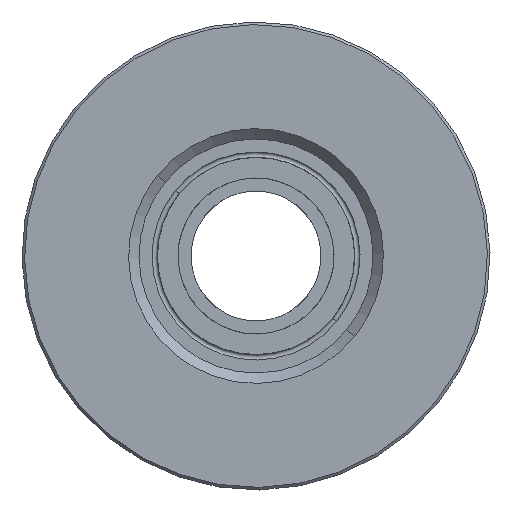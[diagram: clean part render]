
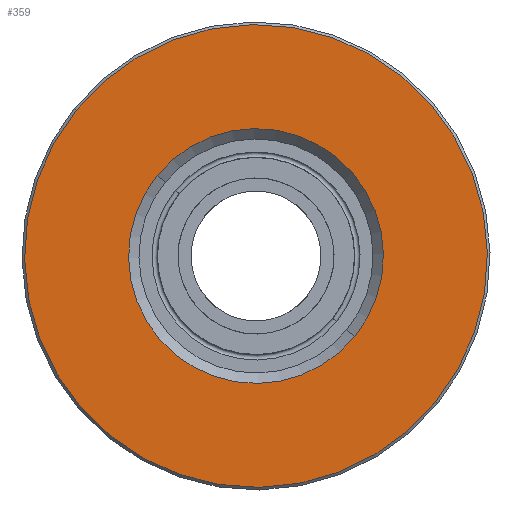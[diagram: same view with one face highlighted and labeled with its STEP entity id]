
A CAD part, front view. The second image highlights one B-rep face of the part: STEP entity #359.
In plain terms, the highlighted planar face has unit normal (0, -1, 0).
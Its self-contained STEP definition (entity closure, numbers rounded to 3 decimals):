
#6 = VERTEX_POINT ( 'NONE', #678 ) ;
#10 = DIRECTION ( 'NONE',  ( 0., 0., 1. ) ) ;
#42 = EDGE_CURVE ( 'NONE', #1925, #6, #882, .T. ) ;
#135 = AXIS2_PLACEMENT_3D ( 'NONE', #1902, #939, #2063 ) ;
#176 = ORIENTED_EDGE ( 'NONE', *, *, #1903, .T. ) ;
#330 = FACE_OUTER_BOUND ( 'NONE', #1532, .T. ) ;
#359 = ADVANCED_FACE ( 'NONE', ( #330, #2034 ), #1375, .F. ) ;
#478 = VERTEX_POINT ( 'NONE', #931 ) ;
#527 = EDGE_LOOP ( 'NONE', ( #1102, #1522 ) ) ;
#646 = DIRECTION ( 'NONE',  ( 0., 1., 0. ) ) ;
#678 = CARTESIAN_POINT ( 'NONE',  ( 0., -6.5, -8.9 ) ) ;
#727 = DIRECTION ( 'NONE',  ( 0., -1., 0. ) ) ;
#845 = EDGE_CURVE ( 'NONE', #1840, #478, #1695, .T. ) ;
#882 = CIRCLE ( 'NONE', #1081, 8.9 ) ;
#896 = AXIS2_PLACEMENT_3D ( 'NONE', #1215, #1138, #1114 ) ;
#931 = CARTESIAN_POINT ( 'NONE',  ( 0., -6.5, -4.9 ) ) ;
#939 = DIRECTION ( 'NONE',  ( 0., 1., 0. ) ) ;
#1043 = DIRECTION ( 'NONE',  ( 0., -1., 0. ) ) ;
#1081 = AXIS2_PLACEMENT_3D ( 'NONE', #1512, #727, #1404 ) ;
#1102 = ORIENTED_EDGE ( 'NONE', *, *, #1376, .T. ) ;
#1114 = DIRECTION ( 'NONE',  ( 0., 0., 1. ) ) ;
#1138 = DIRECTION ( 'NONE',  ( 0., 1., 0. ) ) ;
#1193 = ORIENTED_EDGE ( 'NONE', *, *, #42, .T. ) ;
#1215 = CARTESIAN_POINT ( 'NONE',  ( 4.5, -6.5, 0. ) ) ;
#1262 = CARTESIAN_POINT ( 'NONE',  ( 0., -6.5, 4.9 ) ) ;
#1338 = AXIS2_PLACEMENT_3D ( 'NONE', #1990, #1043, #10 ) ;
#1357 = CIRCLE ( 'NONE', #1338, 8.9 ) ;
#1358 = CARTESIAN_POINT ( 'NONE',  ( 0., -6.5, 8.9 ) ) ;
#1375 = PLANE ( 'NONE',  #896 ) ;
#1376 = EDGE_CURVE ( 'NONE', #478, #1840, #1538, .T. ) ;
#1404 = DIRECTION ( 'NONE',  ( 0., 0., 1. ) ) ;
#1512 = CARTESIAN_POINT ( 'NONE',  ( 0., -6.5, 0. ) ) ;
#1522 = ORIENTED_EDGE ( 'NONE', *, *, #845, .T. ) ;
#1532 = EDGE_LOOP ( 'NONE', ( #1193, #176 ) ) ;
#1538 = CIRCLE ( 'NONE', #135, 4.9 ) ;
#1645 = CARTESIAN_POINT ( 'NONE',  ( 0., -6.5, 0. ) ) ;
#1695 = CIRCLE ( 'NONE', #1857, 4.9 ) ;
#1792 = DIRECTION ( 'NONE',  ( 0., 0., 1. ) ) ;
#1840 = VERTEX_POINT ( 'NONE', #1262 ) ;
#1857 = AXIS2_PLACEMENT_3D ( 'NONE', #1645, #646, #1792 ) ;
#1902 = CARTESIAN_POINT ( 'NONE',  ( 0., -6.5, 0. ) ) ;
#1903 = EDGE_CURVE ( 'NONE', #6, #1925, #1357, .T. ) ;
#1925 = VERTEX_POINT ( 'NONE', #1358 ) ;
#1990 = CARTESIAN_POINT ( 'NONE',  ( 0., -6.5, 0. ) ) ;
#2034 = FACE_BOUND ( 'NONE', #527, .T. ) ;
#2063 = DIRECTION ( 'NONE',  ( 0., 0., 1. ) ) ;
